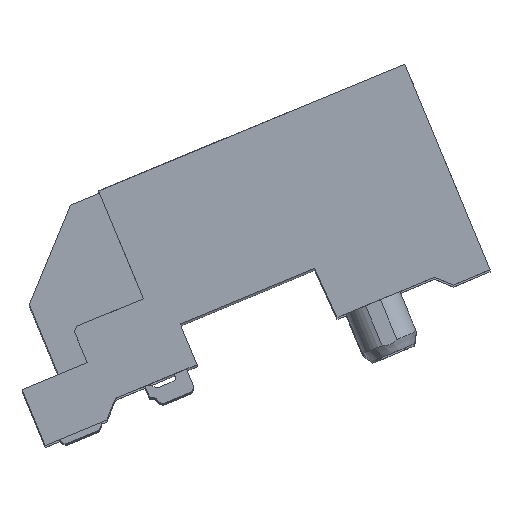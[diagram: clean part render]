
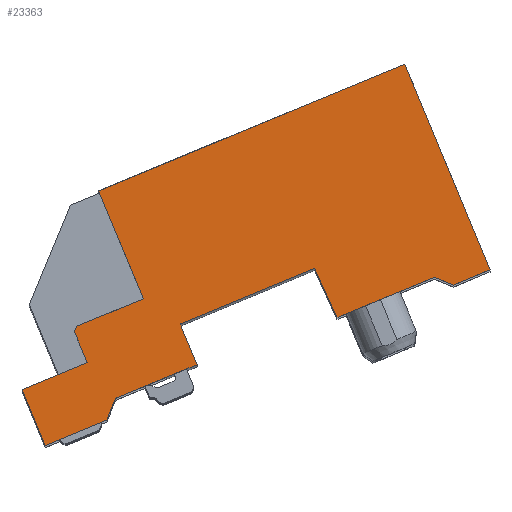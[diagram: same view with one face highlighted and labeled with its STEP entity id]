
A CAD part, top view. The second image highlights one B-rep face of the part: STEP entity #23363.
In plain terms, the highlighted planar face has unit normal (0, 0, 1).
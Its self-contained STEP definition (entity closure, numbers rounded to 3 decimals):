
#165=DIRECTION('',(-0.924,-0.383,0.));
#166=VECTOR('',#165,2.122);
#167=CARTESIAN_POINT('',(-1.563,21.42,28.6));
#168=LINE('',#167,#166);
#313=DIRECTION('',(0.383,-0.924,0.));
#314=VECTOR('',#313,0.8);
#315=CARTESIAN_POINT('',(-4.511,22.21,28.6));
#316=LINE('',#315,#314);
#317=DIRECTION('',(-0.383,-0.924,0.));
#318=VECTOR('',#317,0.141);
#319=CARTESIAN_POINT('',(-4.457,22.341,28.6));
#320=LINE('',#319,#318);
#321=DIRECTION('',(-0.924,-0.383,0.));
#322=VECTOR('',#321,1.735);
#323=CARTESIAN_POINT('',(-2.855,23.005,28.6));
#324=LINE('',#323,#322);
#325=DIRECTION('',(0.383,-0.924,0.));
#326=VECTOR('',#325,2.804);
#327=CARTESIAN_POINT('',(-3.928,25.595,28.6));
#328=LINE('',#327,#326);
#329=DIRECTION('',(-0.383,0.924,0.));
#330=VECTOR('',#329,5.353);
#331=CARTESIAN_POINT('',(5.486,23.701,28.6));
#332=LINE('',#331,#330);
#333=DIRECTION('',(0.924,0.383,0.));
#334=VECTOR('',#333,0.96);
#335=CARTESIAN_POINT('',(4.599,23.333,28.6));
#336=LINE('',#335,#334);
#337=DIRECTION('',(0.924,-0.383,0.));
#338=VECTOR('',#337,0.495);
#339=CARTESIAN_POINT('',(4.142,23.523,28.6));
#340=LINE('',#339,#338);
#341=DIRECTION('',(0.415,-0.91,0.));
#342=VECTOR('',#341,1.3);
#343=CARTESIAN_POINT('',(1.266,23.737,28.6));
#344=LINE('',#343,#342);
#345=DIRECTION('',(0.924,0.383,0.));
#346=VECTOR('',#345,3.5);
#347=CARTESIAN_POINT('',(-1.968,22.398,28.6));
#348=LINE('',#347,#346);
#349=DIRECTION('',(-0.383,0.924,0.));
#350=VECTOR('',#349,1.059);
#351=CARTESIAN_POINT('',(-1.563,21.42,28.6));
#352=LINE('',#351,#350);
#353=DIRECTION('',(0.383,0.924,0.));
#354=VECTOR('',#353,0.566);
#355=CARTESIAN_POINT('',(-3.739,20.085,28.6));
#356=LINE('',#355,#354);
#357=DIRECTION('',(0.924,0.383,0.));
#358=VECTOR('',#357,1.598);
#359=CARTESIAN_POINT('',(-5.216,19.473,28.6));
#360=LINE('',#359,#358);
#361=DIRECTION('',(0.383,-0.924,0.));
#362=VECTOR('',#361,1.459);
#363=CARTESIAN_POINT('',(-5.774,20.821,28.6));
#364=LINE('',#363,#362);
#377=DIRECTION('',(0.924,0.383,0.));
#378=VECTOR('',#377,1.698);
#379=CARTESIAN_POINT('',(-5.774,20.821,28.6));
#380=LINE('',#379,#378);
#445=DIRECTION('',(0.924,0.383,0.));
#446=VECTOR('',#445,7.972);
#447=CARTESIAN_POINT('',(-3.928,25.595,28.6));
#448=LINE('',#447,#446);
#770=DIRECTION('',(-0.924,-0.383,0.));
#771=VECTOR('',#770,2.529);
#772=CARTESIAN_POINT('',(4.142,23.523,28.6));
#773=LINE('',#772,#771);
#17779=CARTESIAN_POINT('',(-3.739,20.085,28.6));
#17780=VERTEX_POINT('',#17779);
#17781=CARTESIAN_POINT('',(-3.523,20.608,28.6));
#17782=VERTEX_POINT('',#17781);
#17881=CARTESIAN_POINT('',(-4.205,21.471,28.6));
#17882=VERTEX_POINT('',#17881);
#17883=CARTESIAN_POINT('',(-5.774,20.821,28.6));
#17884=VERTEX_POINT('',#17883);
#18187=CARTESIAN_POINT('',(-1.563,21.42,28.6));
#18188=CARTESIAN_POINT('',(-1.968,22.398,28.6));
#18189=VERTEX_POINT('',#18187);
#18190=VERTEX_POINT('',#18188);
#18225=CARTESIAN_POINT('',(4.142,23.523,28.6));
#18226=CARTESIAN_POINT('',(1.805,22.555,28.6));
#18227=VERTEX_POINT('',#18225);
#18228=VERTEX_POINT('',#18226);
#19471=CARTESIAN_POINT('',(-3.928,25.595,28.6));
#19472=VERTEX_POINT('',#19471);
#19473=CARTESIAN_POINT('',(-2.855,23.005,28.6));
#19474=VERTEX_POINT('',#19473);
#19966=CARTESIAN_POINT('',(-4.457,22.341,28.6));
#19968=VERTEX_POINT('',#19966);
#19970=CARTESIAN_POINT('',(-4.511,22.21,28.6));
#19971=VERTEX_POINT('',#19970);
#20300=CARTESIAN_POINT('',(-5.216,19.473,28.6));
#20301=VERTEX_POINT('',#20300);
#20390=CARTESIAN_POINT('',(4.599,23.333,28.6));
#20391=VERTEX_POINT('',#20390);
#20392=CARTESIAN_POINT('',(5.486,23.701,28.6));
#20393=VERTEX_POINT('',#20392);
#20594=CARTESIAN_POINT('',(3.437,28.646,28.6));
#20595=VERTEX_POINT('',#20594);
#20596=CARTESIAN_POINT('',(1.266,23.737,28.6));
#20597=VERTEX_POINT('',#20596);
#23324=CARTESIAN_POINT('',(-4.422,20.802,28.6));
#23325=DIRECTION('',(0.,0.,1.));
#23326=DIRECTION('',(0.924,0.383,0.));
#23327=AXIS2_PLACEMENT_3D('',#23324,#23325,#23326);
#23328=PLANE('',#23327);
#23330=ORIENTED_EDGE('',*,*,#23329,.T.);
#23332=ORIENTED_EDGE('',*,*,#23331,.F.);
#23334=ORIENTED_EDGE('',*,*,#23333,.F.);
#23336=ORIENTED_EDGE('',*,*,#23335,.F.);
#23338=ORIENTED_EDGE('',*,*,#23337,.F.);
#23340=ORIENTED_EDGE('',*,*,#23339,.T.);
#23342=ORIENTED_EDGE('',*,*,#23341,.F.);
#23344=ORIENTED_EDGE('',*,*,#23343,.F.);
#23346=ORIENTED_EDGE('',*,*,#23345,.F.);
#23348=ORIENTED_EDGE('',*,*,#23347,.T.);
#23350=ORIENTED_EDGE('',*,*,#23349,.F.);
#23352=ORIENTED_EDGE('',*,*,#23351,.F.);
#23353=ORIENTED_EDGE('',*,*,#23315,.F.);
#23354=ORIENTED_EDGE('',*,*,#22967,.T.);
#23356=ORIENTED_EDGE('',*,*,#23355,.F.);
#23358=ORIENTED_EDGE('',*,*,#23357,.F.);
#23360=ORIENTED_EDGE('',*,*,#23359,.F.);
#23361=EDGE_LOOP('',(#23330,#23332,#23334,#23336,#23338,#23340,#23342,#23344,
#23346,#23348,#23350,#23352,#23353,#23354,#23356,#23358,#23360));
#23362=FACE_OUTER_BOUND('',#23361,.F.);
#23363=ADVANCED_FACE('',(#23362),#23328,.T.);
#22967=EDGE_CURVE('',#18189,#17782,#168,.T.);
#23315=EDGE_CURVE('',#18189,#18190,#352,.T.);
#23329=EDGE_CURVE('',#17884,#17882,#380,.T.);
#23331=EDGE_CURVE('',#19971,#17882,#316,.T.);
#23333=EDGE_CURVE('',#19968,#19971,#320,.T.);
#23335=EDGE_CURVE('',#19474,#19968,#324,.T.);
#23337=EDGE_CURVE('',#19472,#19474,#328,.T.);
#23339=EDGE_CURVE('',#19472,#20595,#448,.T.);
#23341=EDGE_CURVE('',#20393,#20595,#332,.T.);
#23343=EDGE_CURVE('',#20391,#20393,#336,.T.);
#23345=EDGE_CURVE('',#18227,#20391,#340,.T.);
#23347=EDGE_CURVE('',#18227,#18228,#773,.T.);
#23349=EDGE_CURVE('',#20597,#18228,#344,.T.);
#23351=EDGE_CURVE('',#18190,#20597,#348,.T.);
#23355=EDGE_CURVE('',#17780,#17782,#356,.T.);
#23357=EDGE_CURVE('',#20301,#17780,#360,.T.);
#23359=EDGE_CURVE('',#17884,#20301,#364,.T.);
